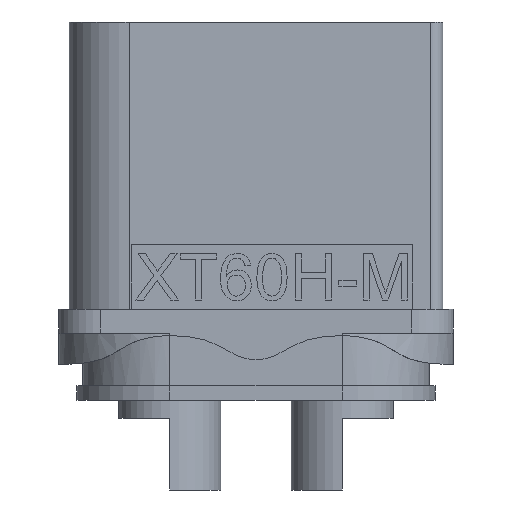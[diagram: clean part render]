
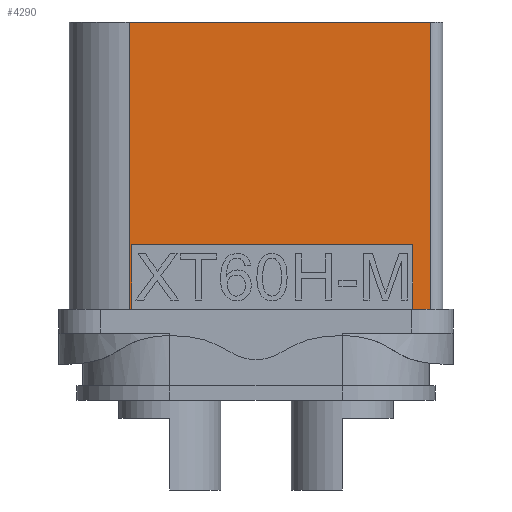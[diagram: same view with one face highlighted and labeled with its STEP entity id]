
A CAD part, front view. The second image highlights one B-rep face of the part: STEP entity #4290.
In plain terms, the highlighted planar face has unit normal (0, -1, 0).
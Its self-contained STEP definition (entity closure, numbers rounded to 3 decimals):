
#431=FACE_OUTER_BOUND('',#678,.T.);
#678=EDGE_LOOP('',(#3592,#3593,#3594,#3595,#3596,#3597,#3598,#3599));
#1026=LINE('',#7363,#1457);
#1029=LINE('',#7369,#1460);
#1032=LINE('',#7373,#1463);
#1065=LINE('',#7461,#1496);
#1066=LINE('',#7463,#1497);
#1090=LINE('',#7517,#1521);
#1091=LINE('',#7521,#1522);
#1092=LINE('',#7522,#1523);
#1457=VECTOR('',#5070,10.);
#1460=VECTOR('',#5075,10.);
#1463=VECTOR('',#5080,10.);
#1496=VECTOR('',#5151,10.);
#1497=VECTOR('',#5152,10.);
#1521=VECTOR('',#5206,10.);
#1522=VECTOR('',#5211,10.);
#1523=VECTOR('',#5212,10.);
#1945=VERTEX_POINT('',#7361);
#1946=VERTEX_POINT('',#7362);
#1947=VERTEX_POINT('',#7367);
#1948=VERTEX_POINT('',#7368);
#1984=VERTEX_POINT('',#7459);
#1985=VERTEX_POINT('',#7462);
#2000=VERTEX_POINT('',#7516);
#2001=VERTEX_POINT('',#7520);
#2482=EDGE_CURVE('',#1945,#1946,#1026,.T.);
#2485=EDGE_CURVE('',#1947,#1948,#1029,.T.);
#2488=EDGE_CURVE('',#1946,#1947,#1032,.T.);
#2530=EDGE_CURVE('',#1984,#1948,#1065,.T.);
#2531=EDGE_CURVE('',#1945,#1985,#1066,.T.);
#2558=EDGE_CURVE('',#1985,#2000,#1090,.T.);
#2560=EDGE_CURVE('',#1984,#2001,#1091,.T.);
#2561=EDGE_CURVE('',#2001,#2000,#1092,.T.);
#3592=ORIENTED_EDGE('',*,*,#2485,.T.);
#3593=ORIENTED_EDGE('',*,*,#2530,.F.);
#3594=ORIENTED_EDGE('',*,*,#2560,.T.);
#3595=ORIENTED_EDGE('',*,*,#2561,.T.);
#3596=ORIENTED_EDGE('',*,*,#2558,.F.);
#3597=ORIENTED_EDGE('',*,*,#2531,.F.);
#3598=ORIENTED_EDGE('',*,*,#2482,.T.);
#3599=ORIENTED_EDGE('',*,*,#2488,.T.);
#4091=PLANE('',#4515);
#4290=ADVANCED_FACE('',(#431),#4091,.F.);
#4515=AXIS2_PLACEMENT_3D('',#7519,#5209,#5210);
#5070=DIRECTION('',(0.,0.,1.));
#5075=DIRECTION('',(0.,0.,-1.));
#5080=DIRECTION('',(1.,0.,0.));
#5151=DIRECTION('',(-1.,0.,0.));
#5152=DIRECTION('',(-1.,0.,0.));
#5206=DIRECTION('',(0.,0.,1.));
#5209=DIRECTION('center_axis',(0.,1.,0.));
#5210=DIRECTION('ref_axis',(-1.,0.,0.));
#5211=DIRECTION('',(0.,0.,1.));
#5212=DIRECTION('',(-1.,0.,0.));
#7361=CARTESIAN_POINT('',(-5.193,-4.07,3.8));
#7362=CARTESIAN_POINT('',(-5.193,-4.07,6.5));
#7363=CARTESIAN_POINT('',(-5.193,-4.07,3.8));
#7367=CARTESIAN_POINT('',(6.557,-4.07,6.5));
#7368=CARTESIAN_POINT('',(6.557,-4.07,3.8));
#7369=CARTESIAN_POINT('',(6.557,-4.07,5.15));
#7373=CARTESIAN_POINT('',(1.054,-4.07,6.5));
#7459=CARTESIAN_POINT('',(7.3,-4.07,3.8));
#7461=CARTESIAN_POINT('',(5.713,-4.07,3.8));
#7462=CARTESIAN_POINT('',(-5.3,-4.07,3.8));
#7463=CARTESIAN_POINT('',(5.713,-4.07,3.8));
#7516=CARTESIAN_POINT('',(-5.3,-4.07,15.8));
#7517=CARTESIAN_POINT('',(-5.3,-4.07,3.8));
#7519=CARTESIAN_POINT('Origin',(7.3,-4.07,3.8));
#7520=CARTESIAN_POINT('',(7.3,-4.07,15.8));
#7521=CARTESIAN_POINT('',(7.3,-4.07,3.8));
#7522=CARTESIAN_POINT('',(-5.3,-4.07,15.8));
